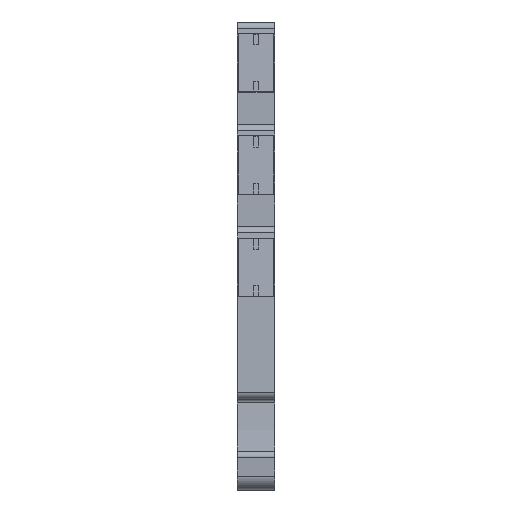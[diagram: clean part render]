
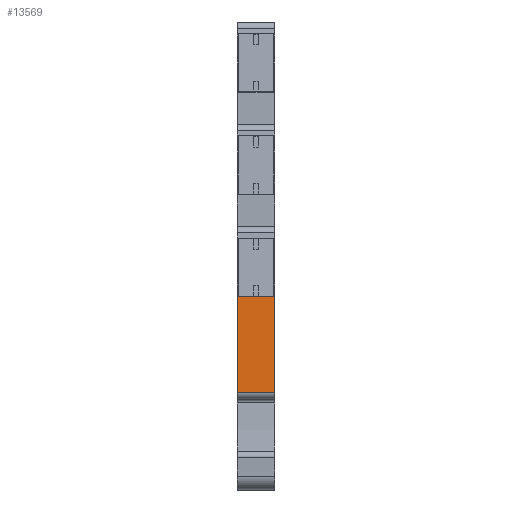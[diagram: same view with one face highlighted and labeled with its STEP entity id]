
A CAD part, front view. The second image highlights one B-rep face of the part: STEP entity #13569.
In plain terms, the highlighted cylindrical face has radius 151.052 mm (diameter 302.104 mm), a partial arc.
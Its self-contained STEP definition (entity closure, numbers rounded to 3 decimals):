
#13556=AXIS2_PLACEMENT_3D('Cylinder Axis2P3D',#13553,#13554,#13555) ;
#1692=CARTESIAN_POINT('Vertex',(5.1,1.887,28.054)) ;
#1696=CARTESIAN_POINT('Control Point',(5.1,1.529,13.426)) ;
#1697=CARTESIAN_POINT('Control Point',(5.1,1.459,16.352)) ;
#1698=CARTESIAN_POINT('Control Point',(5.1,1.459,19.28)) ;
#1699=CARTESIAN_POINT('Control Point',(5.1,1.531,22.21)) ;
#1700=CARTESIAN_POINT('Control Point',(5.1,1.674,25.134)) ;
#1701=CARTESIAN_POINT('Control Point',(5.1,1.887,28.054)) ;
#1702=CARTESIAN_POINT('Vertex',(5.1,1.529,13.426)) ;
#4681=CARTESIAN_POINT('Vertex',(0.,1.529,13.426)) ;
#4685=CARTESIAN_POINT('Control Point',(0.,1.529,13.426)) ;
#4686=CARTESIAN_POINT('Control Point',(0.,1.459,16.352)) ;
#4687=CARTESIAN_POINT('Control Point',(0.,1.459,19.28)) ;
#4688=CARTESIAN_POINT('Control Point',(0.,1.531,22.21)) ;
#4689=CARTESIAN_POINT('Control Point',(0.,1.674,25.134)) ;
#4690=CARTESIAN_POINT('Control Point',(0.,1.887,28.054)) ;
#4691=CARTESIAN_POINT('Vertex',(0.,1.887,28.054)) ;
#13540=CARTESIAN_POINT('Line Origine',(2.55,1.887,28.054)) ;
#13553=CARTESIAN_POINT('Axis2P3D Location',(2.55,152.538,17.05)) ;
#13558=CARTESIAN_POINT('Line Origine',(2.55,1.529,13.426)) ;
#13541=DIRECTION('Vector Direction',(-1.,0.,0.)) ;
#13554=DIRECTION('Axis2P3D Direction',(-1.,0.,0.)) ;
#13555=DIRECTION('Axis2P3D XDirection',(0.,-1.,-0.024)) ;
#13559=DIRECTION('Vector Direction',(-1.,0.,0.)) ;
#13542=VECTOR('Line Direction',#13541,1.) ;
#13560=VECTOR('Line Direction',#13559,1.) ;
#13564=ORIENTED_EDGE('',*,*,#1704,.T.) ;
#13565=ORIENTED_EDGE('',*,*,#13544,.F.) ;
#13566=ORIENTED_EDGE('',*,*,#4693,.F.) ;
#13567=ORIENTED_EDGE('',*,*,#13562,.T.) ;
#13569=ADVANCED_FACE('MLD',(#13568),#13557,.T.) ;
#1695=B_SPLINE_CURVE_WITH_KNOTS('',5,(#1696,#1697,#1698,#1699,#1700,#1701),.UNSPECIFIED.,.F.,.U.,(6,6),(0.,20.697),.UNSPECIFIED.) ;
#4684=B_SPLINE_CURVE_WITH_KNOTS('',5,(#4685,#4686,#4687,#4688,#4689,#4690),.UNSPECIFIED.,.F.,.U.,(6,6),(0.,20.697),.UNSPECIFIED.) ;
#13557=CYLINDRICAL_SURFACE('generated cylinder',#13556,151.052) ;
#1704=EDGE_CURVE('',#1703,#1693,#1695,.T.) ;
#4693=EDGE_CURVE('',#4682,#4692,#4684,.T.) ;
#13544=EDGE_CURVE('',#4692,#1693,#13543,.F.) ;
#13562=EDGE_CURVE('',#4682,#1703,#13561,.F.) ;
#13563=EDGE_LOOP('',(#13564,#13565,#13566,#13567)) ;
#13568=FACE_OUTER_BOUND('',#13563,.T.) ;
#13543=LINE('Line',#13540,#13542) ;
#13561=LINE('Line',#13558,#13560) ;
#1693=VERTEX_POINT('',#1692) ;
#1703=VERTEX_POINT('',#1702) ;
#4682=VERTEX_POINT('',#4681) ;
#4692=VERTEX_POINT('',#4691) ;
